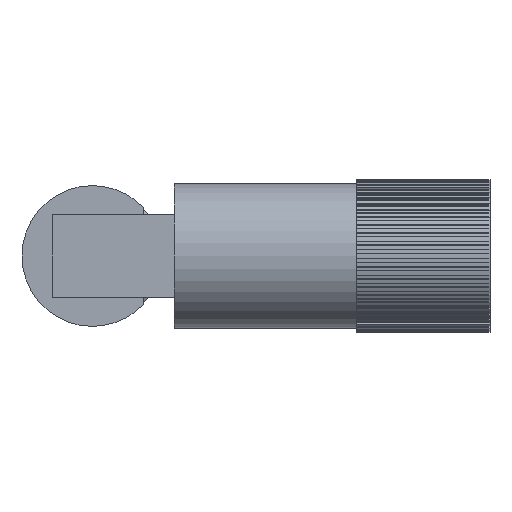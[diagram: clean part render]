
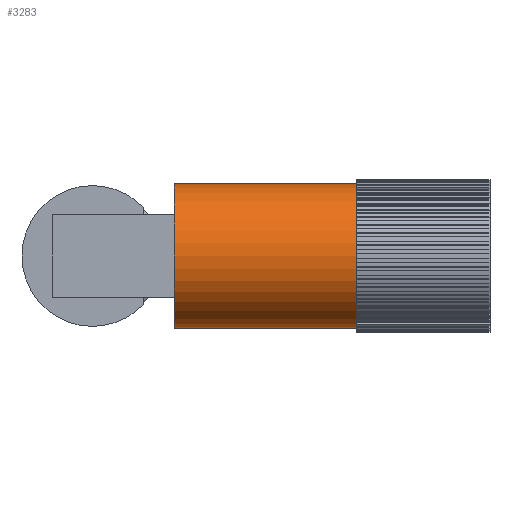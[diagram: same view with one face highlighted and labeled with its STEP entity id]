
A CAD part, front view. The second image highlights one B-rep face of the part: STEP entity #3283.
In plain terms, the highlighted cylindrical face has radius 4.75 mm (diameter 9.5 mm), a partial arc.
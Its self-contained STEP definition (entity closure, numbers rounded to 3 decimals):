
#217 = EDGE_LOOP ( 'NONE', ( #2014, #4201, #7719, #8860 ) ) ;
#467 = EDGE_CURVE ( 'NONE', #5650, #7802, #5100, .T. ) ;
#683 = VECTOR ( 'NONE', #5055, 1000. ) ;
#872 = CIRCLE ( 'NONE', #6047, 4.75 ) ;
#991 = CARTESIAN_POINT ( 'NONE',  ( 0., 4.381, 20. ) ) ;
#1075 = CARTESIAN_POINT ( 'NONE',  ( -4.75, 4.381, 8. ) ) ;
#1267 = EDGE_CURVE ( 'NONE', #3870, #6102, #7305, .T. ) ;
#1293 = VECTOR ( 'NONE', #5050, 1000. ) ;
#1418 = DIRECTION ( 'NONE',  ( 1., 0., 0. ) ) ;
#1735 = DIRECTION ( 'NONE',  ( 0., 0., -1. ) ) ;
#2014 = ORIENTED_EDGE ( 'NONE', *, *, #1267, .F. ) ;
#2071 = DIRECTION ( 'NONE',  ( 0., 0., 1. ) ) ;
#3073 = EDGE_CURVE ( 'NONE', #7802, #6102, #872, .T. ) ;
#3283 = ADVANCED_FACE ( 'NONE', ( #8069 ), #4648, .T. ) ;
#3292 = CIRCLE ( 'NONE', #6841, 4.75 ) ;
#3585 = DIRECTION ( 'NONE',  ( 0., 0., 1. ) ) ;
#3870 = VERTEX_POINT ( 'NONE', #8427 ) ;
#4128 = AXIS2_PLACEMENT_3D ( 'NONE', #991, #1735, #7464 ) ;
#4201 = ORIENTED_EDGE ( 'NONE', *, *, #8246, .F. ) ;
#4236 = DIRECTION ( 'NONE',  ( 1., 0., 0. ) ) ;
#4495 = CARTESIAN_POINT ( 'NONE',  ( 4.75, 4.381, 20. ) ) ;
#4648 = CYLINDRICAL_SURFACE ( 'NONE', #4128, 4.75 ) ;
#5050 = DIRECTION ( 'NONE',  ( 0., 0., -1. ) ) ;
#5055 = DIRECTION ( 'NONE',  ( 0., 0., -1. ) ) ;
#5100 = LINE ( 'NONE', #6622, #683 ) ;
#5118 = CARTESIAN_POINT ( 'NONE',  ( 0., 4.381, 8. ) ) ;
#5650 = VERTEX_POINT ( 'NONE', #6404 ) ;
#5683 = CARTESIAN_POINT ( 'NONE',  ( 0., 4.381, 20. ) ) ;
#6047 = AXIS2_PLACEMENT_3D ( 'NONE', #5118, #3585, #4236 ) ;
#6102 = VERTEX_POINT ( 'NONE', #8413 ) ;
#6404 = CARTESIAN_POINT ( 'NONE',  ( -4.75, 4.381, 20. ) ) ;
#6622 = CARTESIAN_POINT ( 'NONE',  ( -4.75, 4.381, 20. ) ) ;
#6841 = AXIS2_PLACEMENT_3D ( 'NONE', #5683, #2071, #1418 ) ;
#7305 = LINE ( 'NONE', #4495, #1293 ) ;
#7464 = DIRECTION ( 'NONE',  ( -1., 0., 0. ) ) ;
#7719 = ORIENTED_EDGE ( 'NONE', *, *, #467, .T. ) ;
#7802 = VERTEX_POINT ( 'NONE', #1075 ) ;
#8069 = FACE_OUTER_BOUND ( 'NONE', #217, .T. ) ;
#8246 = EDGE_CURVE ( 'NONE', #5650, #3870, #3292, .T. ) ;
#8413 = CARTESIAN_POINT ( 'NONE',  ( 4.75, 4.381, 8. ) ) ;
#8427 = CARTESIAN_POINT ( 'NONE',  ( 4.75, 4.381, 20. ) ) ;
#8860 = ORIENTED_EDGE ( 'NONE', *, *, #3073, .T. ) ;
